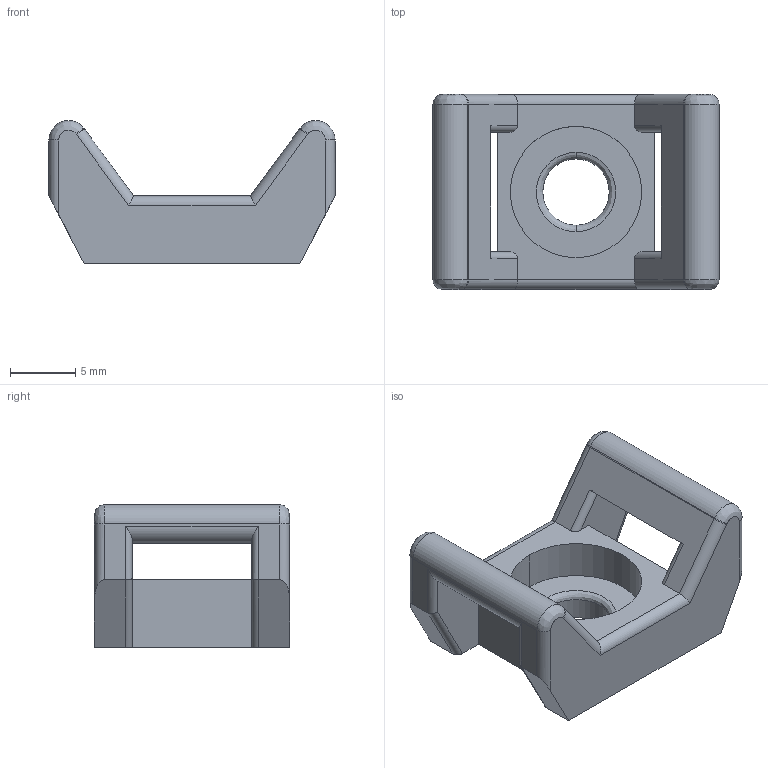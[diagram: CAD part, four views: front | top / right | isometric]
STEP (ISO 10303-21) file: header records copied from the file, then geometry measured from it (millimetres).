
FILE_DESCRIPTION((''),'2;1');
FILE_NAME('13AC7309.stp','2015-07-14T10:42:28',(''),(''),'Mechanical Desktop 2011','Mechanical Desktop 2011',', , ');
FILE_SCHEMA(('AUTOMOTIVE_DESIGN { 1 2 10303 214 1 1 1 1 }'));
Length unit declared in the file: inch
Products named in the file (1): Product
Bounding box: 22 x 15 x 10.99 mm (x, y, z)
Volume: 1313.8 mm3; surface area: 1412.5 mm2
Topology: 1 solids, 1 shells, 63 faces, 170 edges, 106 vertices
Faces by surface type: cylinder 32, plane 21, bspline 10
Entity records: 2189 total; most frequent: CARTESIAN_POINT 664, ORIENTED_EDGE 340, DIRECTION 278, EDGE_CURVE 170, VERTEX_POINT 106, VECTOR 102, LINE 102, AXIS2_PLACEMENT_3D 88
